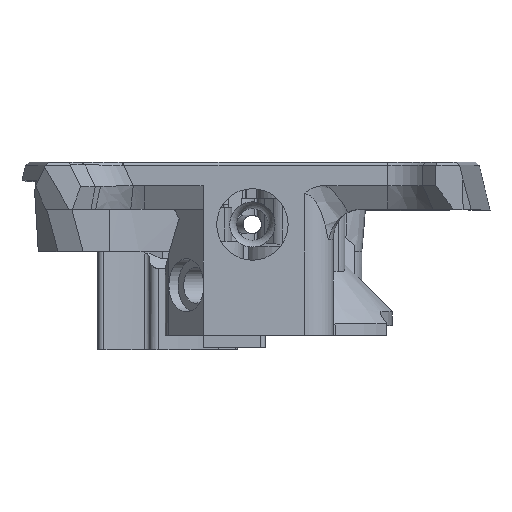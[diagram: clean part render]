
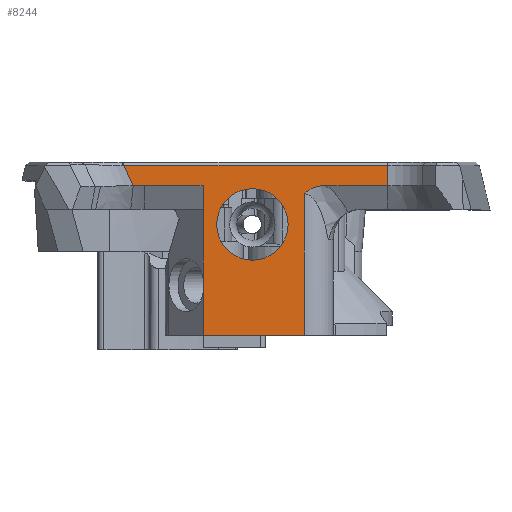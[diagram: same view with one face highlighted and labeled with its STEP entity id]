
A CAD part, front view. The second image highlights one B-rep face of the part: STEP entity #8244.
In plain terms, the highlighted planar face has unit normal (0, -1, 0).
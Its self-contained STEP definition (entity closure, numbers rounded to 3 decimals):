
#128=FACE_BOUND('',#1604,.T.);
#444=CIRCLE('',#9044,4.7);
#689=PLANE('',#9043);
#1128=FACE_OUTER_BOUND('',#1603,.T.);
#1603=EDGE_LOOP('',(#7635,#7636,#7637,#7638,#7639,#7640,#7641,#7642,#7643,
#7644));
#1604=EDGE_LOOP('',(#7645));
#1845=LINE('',#12082,#2603);
#2322=LINE('',#14953,#3080);
#2344=LINE('',#15036,#3102);
#2358=LINE('',#15079,#3116);
#2360=LINE('',#15148,#3118);
#2370=LINE('',#15186,#3128);
#2417=LINE('',#15390,#3175);
#2418=LINE('',#15392,#3176);
#2603=VECTOR('',#9522,10.);
#3080=VECTOR('',#11069,10.);
#3102=VECTOR('',#11143,10.);
#3116=VECTOR('',#11181,10.);
#3118=VECTOR('',#11193,10.);
#3128=VECTOR('',#11209,10.);
#3175=VECTOR('',#11366,10.);
#3176=VECTOR('',#11369,10.);
#3246=B_SPLINE_CURVE_WITH_KNOTS('',3,(#15121,#15122,#15123,#15124,#15125,
#15126,#15127,#15128,#15129,#15130),.UNSPECIFIED.,.F.,.F.,(4,2,2,2,4),(0.,
0.175,0.264,0.348,0.349),
 .UNSPECIFIED.);
#3249=B_SPLINE_CURVE_WITH_KNOTS('',3,(#15178,#15179,#15180,#15181),
 .UNSPECIFIED.,.F.,.F.,(4,4),(-1.571,-1.354),
 .UNSPECIFIED.);
#3484=VERTEX_POINT('',#12079);
#3485=VERTEX_POINT('',#12081);
#3972=VERTEX_POINT('',#14886);
#3978=VERTEX_POINT('',#14949);
#3988=VERTEX_POINT('',#15034);
#3997=VERTEX_POINT('',#15069);
#3999=VERTEX_POINT('',#15120);
#4002=VERTEX_POINT('',#15141);
#4006=VERTEX_POINT('',#15176);
#4007=VERTEX_POINT('',#15184);
#4030=VERTEX_POINT('',#15393);
#4313=EDGE_CURVE('',#3484,#3485,#1845,.T.);
#5107=EDGE_CURVE('',#3972,#3978,#2322,.T.);
#5138=EDGE_CURVE('',#3978,#3988,#2344,.T.);
#5157=EDGE_CURVE('',#3988,#3997,#2358,.T.);
#5160=EDGE_CURVE('',#3997,#3999,#3246,.T.);
#5165=EDGE_CURVE('',#4002,#3972,#2360,.T.);
#5173=EDGE_CURVE('',#4006,#4002,#3249,.T.);
#5176=EDGE_CURVE('',#4007,#4006,#2370,.T.);
#5239=EDGE_CURVE('',#3484,#3999,#2417,.T.);
#5240=EDGE_CURVE('',#4007,#3485,#2418,.T.);
#5241=EDGE_CURVE('',#4030,#4030,#444,.T.);
#7635=ORIENTED_EDGE('',*,*,#5240,.T.);
#7636=ORIENTED_EDGE('',*,*,#4313,.F.);
#7637=ORIENTED_EDGE('',*,*,#5239,.T.);
#7638=ORIENTED_EDGE('',*,*,#5160,.F.);
#7639=ORIENTED_EDGE('',*,*,#5157,.F.);
#7640=ORIENTED_EDGE('',*,*,#5138,.F.);
#7641=ORIENTED_EDGE('',*,*,#5107,.F.);
#7642=ORIENTED_EDGE('',*,*,#5165,.F.);
#7643=ORIENTED_EDGE('',*,*,#5173,.F.);
#7644=ORIENTED_EDGE('',*,*,#5176,.F.);
#7645=ORIENTED_EDGE('',*,*,#5241,.F.);
#8244=ADVANCED_FACE('',(#1128,#128),#689,.T.);
#9043=AXIS2_PLACEMENT_3D('',#15391,#11367,#11368);
#9044=AXIS2_PLACEMENT_3D('',#15394,#11370,#11371);
#9522=DIRECTION('',(-1.,0.,0.));
#11069=DIRECTION('',(1.,0.,0.));
#11143=DIRECTION('',(0.,0.,-1.));
#11181=DIRECTION('',(-1.,0.,0.));
#11193=DIRECTION('',(-0.423,0.,0.906));
#11209=DIRECTION('',(-1.,0.,0.));
#11366=DIRECTION('',(0.,0.,1.));
#11367=DIRECTION('center_axis',(0.,-1.,0.));
#11368=DIRECTION('ref_axis',(0.,0.,
-1.));
#11369=DIRECTION('',(0.,0.,-1.));
#11370=DIRECTION('center_axis',(0.,-1.,0.));
#11371=DIRECTION('ref_axis',(-1.,0.,0.));
#12079=CARTESIAN_POINT('',(6.821,65.749,-14.8));
#12081=CARTESIAN_POINT('',(-6.493,65.749,-14.8));
#12082=CARTESIAN_POINT('',(-5.8,65.749,-14.8));
#14886=CARTESIAN_POINT('',(-16.922,65.749,7.6));
#14949=CARTESIAN_POINT('',(17.765,65.749,7.6));
#14953=CARTESIAN_POINT('',(4.333,65.749,7.6));
#15034=CARTESIAN_POINT('',(17.765,65.749,4.918));
#15036=CARTESIAN_POINT('',(17.765,65.749,4.7));
#15069=CARTESIAN_POINT('',(9.661,65.749,4.918));
#15079=CARTESIAN_POINT('',(15.076,65.749,4.918));
#15120=CARTESIAN_POINT('',(6.821,65.749,3.846));
#15121=CARTESIAN_POINT('Ctrl Pts',(9.657,65.749,4.918));
#15122=CARTESIAN_POINT('Ctrl Pts',(9.075,65.749,4.917));
#15123=CARTESIAN_POINT('Ctrl Pts',(8.538,65.749,4.821));
#15124=CARTESIAN_POINT('Ctrl Pts',(7.828,65.749,4.559));
#15125=CARTESIAN_POINT('Ctrl Pts',(7.599,65.749,4.447));
#15126=CARTESIAN_POINT('Ctrl Pts',(7.182,65.749,4.178));
#15127=CARTESIAN_POINT('Ctrl Pts',(6.997,65.749,4.027));
#15128=CARTESIAN_POINT('Ctrl Pts',(6.826,65.749,3.851));
#15129=CARTESIAN_POINT('Ctrl Pts',(6.823,65.749,3.849));
#15130=CARTESIAN_POINT('Ctrl Pts',(6.821,65.749,3.846));
#15141=CARTESIAN_POINT('',(-15.67,65.749,4.914));
#15148=CARTESIAN_POINT('',(-13.237,65.749,-0.303));
#15176=CARTESIAN_POINT('',(-14.218,65.749,4.918));
#15178=CARTESIAN_POINT('Ctrl Pts',(-14.218,65.749,4.918));
#15179=CARTESIAN_POINT('Ctrl Pts',(-14.696,65.749,4.918));
#15180=CARTESIAN_POINT('Ctrl Pts',(-15.174,65.749,4.919));
#15181=CARTESIAN_POINT('Ctrl Pts',(-15.67,65.749,4.914));
#15184=CARTESIAN_POINT('',(-6.493,65.749,4.918));
#15186=CARTESIAN_POINT('',(4.212,65.749,4.918));
#15390=CARTESIAN_POINT('',(6.821,65.749,-14.8));
#15391=CARTESIAN_POINT('Origin',(8.453,65.749,0.3));
#15392=CARTESIAN_POINT('',(-6.493,65.749,-4.45));
#15393=CARTESIAN_POINT('',(4.7,65.749,-0.2));
#15394=CARTESIAN_POINT('Origin',(0.,65.749,
-0.2));
